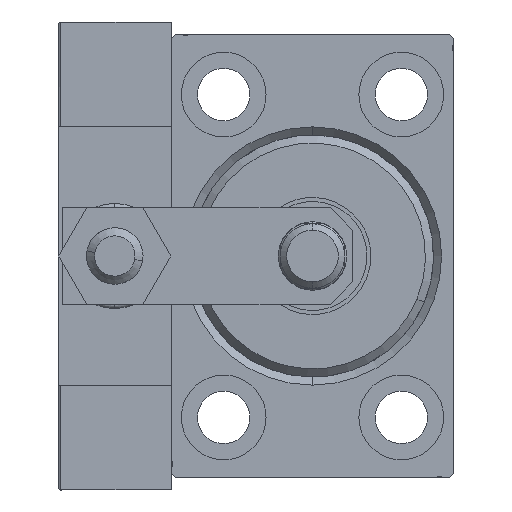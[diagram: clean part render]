
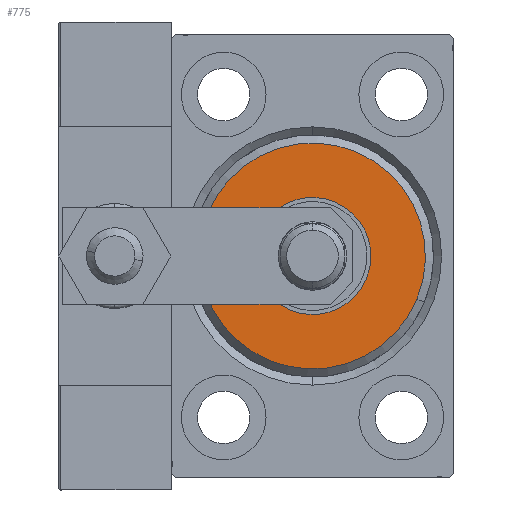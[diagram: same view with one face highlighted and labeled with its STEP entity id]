
A CAD part, left-side view. The second image highlights one B-rep face of the part: STEP entity #775.
In plain terms, the highlighted face is planar.
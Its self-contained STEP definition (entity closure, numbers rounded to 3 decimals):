
#775 = ADVANCED_FACE ( 'NONE', ( #44609, #24799 ), #9387, .T. ) ;
#1621 = DIRECTION ( 'NONE',  ( 1., 0., 0. ) ) ;
#2178 = AXIS2_PLACEMENT_3D ( 'NONE', #23925, #36011, #24443 ) ;
#2297 = ORIENTED_EDGE ( 'NONE', *, *, #26028, .T. ) ;
#3903 = CARTESIAN_POINT ( 'NONE',  ( 3., 0., 7.25 ) ) ;
#5408 = VERTEX_POINT ( 'NONE', #26728 ) ;
#5522 = CARTESIAN_POINT ( 'NONE',  ( 3., 0., 0. ) ) ;
#5792 = EDGE_LOOP ( 'NONE', ( #15160, #2297 ) ) ;
#9387 = PLANE ( 'NONE',  #34561 ) ;
#14012 = CARTESIAN_POINT ( 'NONE',  ( 3., 0., 0. ) ) ;
#14207 = VERTEX_POINT ( 'NONE', #45427 ) ;
#15160 = ORIENTED_EDGE ( 'NONE', *, *, #27936, .T. ) ;
#15374 = EDGE_LOOP ( 'NONE', ( #45901, #49117 ) ) ;
#17126 = CARTESIAN_POINT ( 'NONE',  ( 3., 0., 0. ) ) ;
#17318 = VERTEX_POINT ( 'NONE', #3903 ) ;
#18794 = AXIS2_PLACEMENT_3D ( 'NONE', #37341, #1621, #33740 ) ;
#23925 = CARTESIAN_POINT ( 'NONE',  ( 3., 0., 0. ) ) ;
#24443 = DIRECTION ( 'NONE',  ( 0., 0., -1. ) ) ;
#24799 = FACE_BOUND ( 'NONE', #15374, .T. ) ;
#25357 = CARTESIAN_POINT ( 'NONE',  ( 3., 0., -14. ) ) ;
#26028 = EDGE_CURVE ( 'NONE', #34878, #14207, #40217, .T. ) ;
#26085 = DIRECTION ( 'NONE',  ( 0., 0., -1. ) ) ;
#26728 = CARTESIAN_POINT ( 'NONE',  ( 3., 0., -7.25 ) ) ;
#27800 = CIRCLE ( 'NONE', #18794, 7.25 ) ;
#27936 = EDGE_CURVE ( 'NONE', #14207, #34878, #49765, .T. ) ;
#28449 = EDGE_CURVE ( 'NONE', #5408, #17318, #46507, .T. ) ;
#29175 = DIRECTION ( 'NONE',  ( 1., 0., 0. ) ) ;
#33740 = DIRECTION ( 'NONE',  ( 0., 0., -1. ) ) ;
#34561 = AXIS2_PLACEMENT_3D ( 'NONE', #5522, #40484, #36879 ) ;
#34878 = VERTEX_POINT ( 'NONE', #25357 ) ;
#36011 = DIRECTION ( 'NONE',  ( 1., 0., 0. ) ) ;
#36879 = DIRECTION ( 'NONE',  ( 0., 0., -1. ) ) ;
#37180 = EDGE_CURVE ( 'NONE', #17318, #5408, #27800, .T. ) ;
#37341 = CARTESIAN_POINT ( 'NONE',  ( 3., 0., 0. ) ) ;
#40217 = CIRCLE ( 'NONE', #44346, 14. ) ;
#40484 = DIRECTION ( 'NONE',  ( 1., 0., 0. ) ) ;
#43211 = AXIS2_PLACEMENT_3D ( 'NONE', #14012, #45886, #26085 ) ;
#44346 = AXIS2_PLACEMENT_3D ( 'NONE', #17126, #29175, #48459 ) ;
#44609 = FACE_OUTER_BOUND ( 'NONE', #5792, .T. ) ;
#45427 = CARTESIAN_POINT ( 'NONE',  ( 3., 0., 14. ) ) ;
#45886 = DIRECTION ( 'NONE',  ( 1., 0., 0. ) ) ;
#45901 = ORIENTED_EDGE ( 'NONE', *, *, #28449, .F. ) ;
#46507 = CIRCLE ( 'NONE', #2178, 7.25 ) ;
#48459 = DIRECTION ( 'NONE',  ( 0., 0., -1. ) ) ;
#49117 = ORIENTED_EDGE ( 'NONE', *, *, #37180, .F. ) ;
#49765 = CIRCLE ( 'NONE', #43211, 14. ) ;
